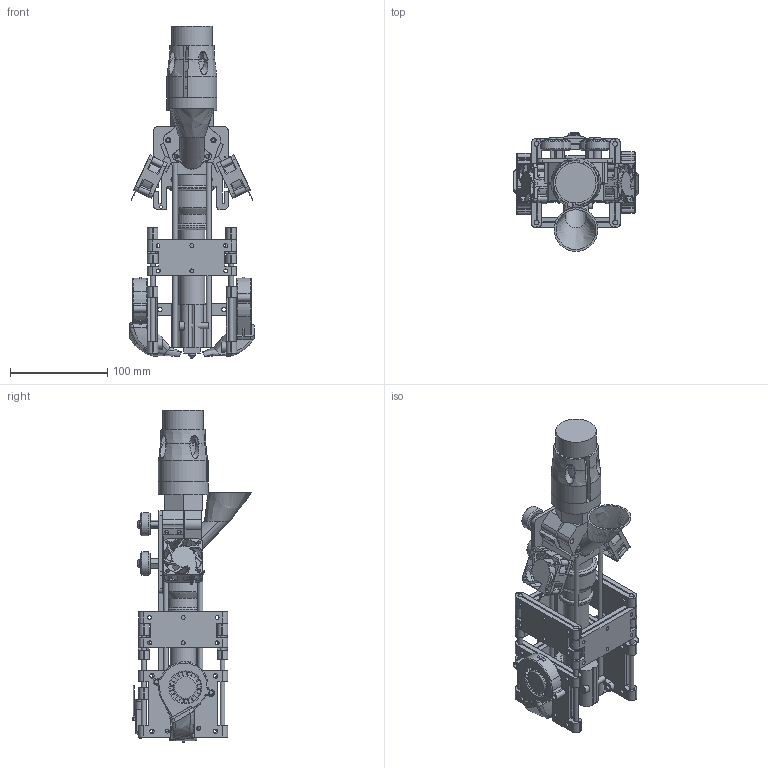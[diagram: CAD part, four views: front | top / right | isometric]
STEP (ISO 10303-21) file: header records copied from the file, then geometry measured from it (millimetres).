
FILE_DESCRIPTION(/* description */ (''),/* implementation_level */ '2;1');
FILE_NAME(/* name */ 'Pellet Extruder v49.step',/* time_stamp */ '2024-01-09T17:19:33+01:00',/* author */ (''),/* organization */ (''),/* preprocessor_version */ 'ST-DEVELOPER v20',/* originating_system */ 'Autodesk Translation Framework v12.14.0.127',/* authorisation */ '');
FILE_SCHEMA (('AUTOMOTIVE_DESIGN { 1 0 10303 214 3 1 1 }'));
Products named in the file (33): Pellet Extruder; Brass end; Untere shelle; Rohrnippel 100; muffe 3/4" zu 1"; Rohrkappe oben; rohrnippel mit loch zum einfüllen; Extruder attachments; Komponente2; Komponente3; Komponente4; Komponente5; Komponente6; Komponente7; Ender6 mountingplate; Backplate Attachment; Funnel; MDS420-24; MDS420-24-fan; MDS420-24-fan(Spiegeln); Hot end Fan 4020 attachment; BL touch and part cooling attachment ver. 0.2; BL-touch v3.x; fans; 5015 fan; BL touch holder; fanholder; Komponente14; Komponente15; Fan attachment; Fanduct; Pellet Extruder_BL touch and part cooling attachment ver. 0.1; Ring Heater
Assembly tree (39 placements, depth 4):
  Pellet Extruder
    Brass end
    Untere shelle
    Rohrnippel 100
    muffe 3/4" zu 1"
    Rohrkappe oben
    rohrnippel mit loch zum einfüllen
    Extruder attachments
      Komponente2
      Komponente3
      Komponente4
      Komponente5
      Komponente6
      Komponente7
    Ender6 mountingplate
    Backplate Attachment
    Funnel
    MDS420-24
      MDS420-24-fan
      MDS420-24-fan(Spiegeln)
    Hot end Fan 4020 attachment
    BL touch and part cooling attachment ver. 0.2
      BL-touch v3.x
      fans
        5015 fan  x2
      BL touch holder
      fanholder
      Komponente14  x4
      Komponente15  x4
      Fan attachment
      Fanduct
    Pellet Extruder_BL touch and part cooling attachment ver. 0.1
    Ring Heater
Bounding box: 128.05 x 122.7 x 341.29 mm (x, y, z)
Volume: 687738.8 mm3; surface area: 409426.1 mm2
Topology: 78 solids, 78 shells, 2260 faces, 5949 edges, 3900 vertices
Faces by surface type: plane 1005, cylinder 809, bspline 210, cone 121, torus 113, sphere 2
Full cylindrical faces by diameter (mm): 0.5 x4, 1 x4, 1.2 x6, 1.5 x2, 3 x8, 3.091 x6, 3.2 x2, 3.332 x5, 3.5 x12, 4 x67, 4.109 x5, 4.5 x50, 4.6 x4, 4.75 x8, 4.8 x6, 5 x4, 5.2 x4, 5.25 x4, 5.277 x5, 5.3 x3, 5.4 x2, 6 x1, 6.2 x4, 7 x1, 7.4 x4, 8 x7, 8.9 x1, 10 x3, 10.8 x4, 11 x1
Entity records: 76564 total; most frequent: CARTESIAN_POINT 29518, ORIENTED_EDGE 9758, DIRECTION 9252, EDGE_CURVE 4879, AXIS2_PLACEMENT_3D 3465, VERTEX_POINT 3198, LINE 2322, VECTOR 2322
